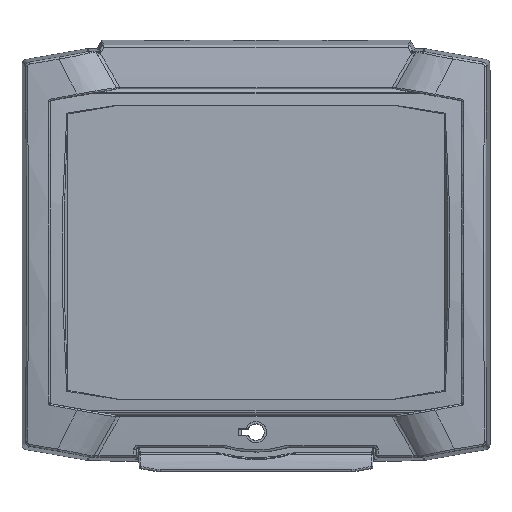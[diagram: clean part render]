
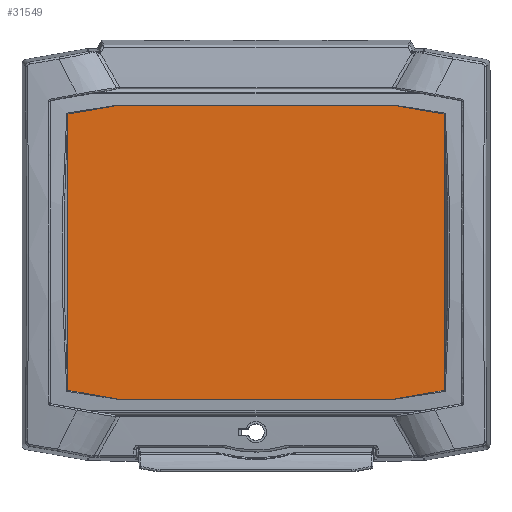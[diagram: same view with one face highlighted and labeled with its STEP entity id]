
A CAD part, top view. The second image highlights one B-rep face of the part: STEP entity #31549.
In plain terms, the highlighted planar face has unit normal (0, 0, 1).
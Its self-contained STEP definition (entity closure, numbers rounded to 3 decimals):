
#1801=LINE('',#59309,#4505);
#1806=LINE('',#59352,#4510);
#1829=LINE('',#59705,#4533);
#1830=LINE('',#59784,#4534);
#1833=LINE('',#59901,#4537);
#1834=LINE('',#59980,#4538);
#1836=LINE('',#59985,#4540);
#1837=LINE('',#59986,#4541);
#4505=VECTOR('',#39105,117.418);
#4510=VECTOR('',#39118,117.418);
#4533=VECTOR('',#39269,21.832);
#4534=VECTOR('',#39278,21.832);
#4537=VECTOR('',#39293,21.832);
#4538=VECTOR('',#39302,21.832);
#4540=VECTOR('',#39310,117.);
#4541=VECTOR('',#39311,117.);
#6599=PLANE('',#34007);
#8595=FACE_OUTER_BOUND('',#10400,.T.);
#10400=EDGE_LOOP('',(#23869,#23870,#23871,#23872,#23873,#23874,#23875,#23876));
#13601=VERTEX_POINT('',#59306);
#13602=VERTEX_POINT('',#59308);
#13609=VERTEX_POINT('',#59349);
#13610=VERTEX_POINT('',#59351);
#13633=VERTEX_POINT('',#59703);
#13635=VERTEX_POINT('',#59783);
#13640=VERTEX_POINT('',#59899);
#13642=VERTEX_POINT('',#59979);
#17198=EDGE_CURVE('',#13601,#13602,#1801,.T.);
#17207=EDGE_CURVE('',#13609,#13610,#1806,.T.);
#17260=EDGE_CURVE('',#13633,#13609,#1829,.T.);
#17264=EDGE_CURVE('',#13602,#13635,#1830,.T.);
#17273=EDGE_CURVE('',#13640,#13601,#1833,.T.);
#17277=EDGE_CURVE('',#13610,#13642,#1834,.T.);
#17279=EDGE_CURVE('',#13635,#13633,#1836,.T.);
#17280=EDGE_CURVE('',#13642,#13640,#1837,.T.);
#23869=ORIENTED_EDGE('',*,*,#17207,.F.);
#23870=ORIENTED_EDGE('',*,*,#17260,.F.);
#23871=ORIENTED_EDGE('',*,*,#17279,.F.);
#23872=ORIENTED_EDGE('',*,*,#17264,.F.);
#23873=ORIENTED_EDGE('',*,*,#17198,.F.);
#23874=ORIENTED_EDGE('',*,*,#17273,.F.);
#23875=ORIENTED_EDGE('',*,*,#17280,.F.);
#23876=ORIENTED_EDGE('',*,*,#17277,.F.);
#31549=ADVANCED_FACE('',(#8595),#6599,.T.);
#34007=AXIS2_PLACEMENT_3D('',#59984,#39308,#39309);
#39105=DIRECTION('',(0.,-1.,0.));
#39118=DIRECTION('',(0.,1.,0.));
#39269=DIRECTION('',(-0.985,0.174,0.));
#39278=DIRECTION('',(-0.985,-0.174,0.));
#39293=DIRECTION('',(0.985,-0.174,0.));
#39302=DIRECTION('',(0.985,0.174,0.));
#39308=DIRECTION('center_axis',(0.,0.,1.));
#39309=DIRECTION('ref_axis',(1.,0.,0.));
#39310=DIRECTION('',(-1.,0.,0.));
#39311=DIRECTION('',(1.,0.,0.));
#59306=CARTESIAN_POINT('',(80.,58.709,9.2));
#59308=CARTESIAN_POINT('',(80.,-58.709,9.2));
#59309=CARTESIAN_POINT('',(80.,58.709,9.2));
#59349=CARTESIAN_POINT('',(-80.,-58.709,9.2));
#59351=CARTESIAN_POINT('',(-80.,58.709,9.2));
#59352=CARTESIAN_POINT('',(-80.,-58.709,9.2));
#59703=CARTESIAN_POINT('',(-58.5,-62.5,9.2));
#59705=CARTESIAN_POINT('',(-58.5,-62.5,9.2));
#59783=CARTESIAN_POINT('',(58.5,-62.5,9.2));
#59784=CARTESIAN_POINT('',(80.,-58.709,9.2));
#59899=CARTESIAN_POINT('',(58.5,62.5,9.2));
#59901=CARTESIAN_POINT('',(58.5,62.5,9.2));
#59979=CARTESIAN_POINT('',(-58.5,62.5,9.2));
#59980=CARTESIAN_POINT('',(-80.,58.709,9.2));
#59984=CARTESIAN_POINT('Origin',(0.,0.,9.2));
#59985=CARTESIAN_POINT('',(58.5,-62.5,9.2));
#59986=CARTESIAN_POINT('',(-58.5,62.5,9.2));
